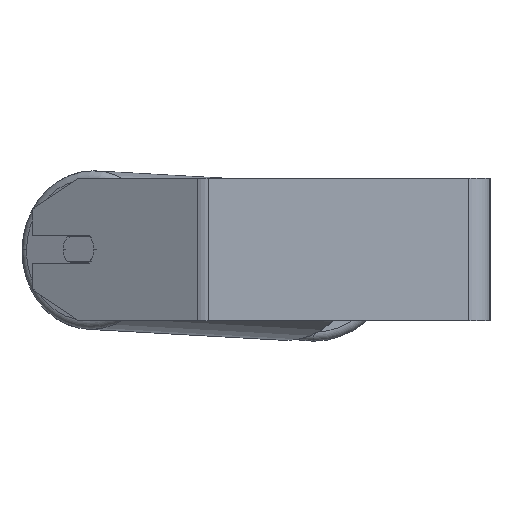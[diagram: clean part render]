
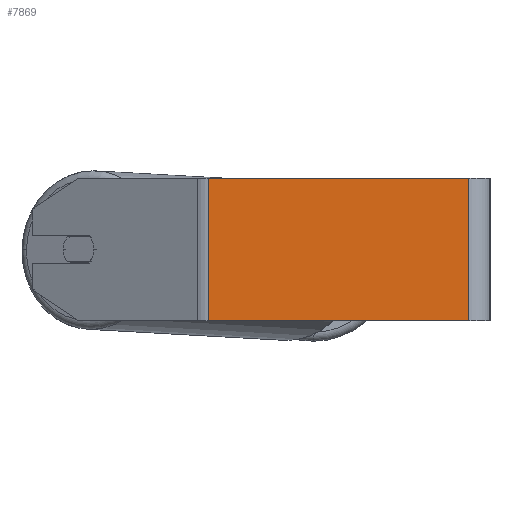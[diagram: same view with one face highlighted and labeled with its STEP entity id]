
A CAD part, left-side view. The second image highlights one B-rep face of the part: STEP entity #7869.
In plain terms, the highlighted planar face has unit normal (-1, 0, 0).
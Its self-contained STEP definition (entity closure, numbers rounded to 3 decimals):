
#87 = CARTESIAN_POINT ( 'NONE',  ( -400., 157.863, 40. ) ) ;
#1268 = CARTESIAN_POINT ( 'NONE',  ( -400., 161.078, 40. ) ) ;
#1368 = ORIENTED_EDGE ( 'NONE', *, *, #5995, .F. ) ;
#1678 = DIRECTION ( 'NONE',  ( 0., 0., -1. ) ) ;
#1820 = VERTEX_POINT ( 'NONE', #4107 ) ;
#1826 = EDGE_CURVE ( 'NONE', #4833, #1837, #6176, .T. ) ;
#1837 = VERTEX_POINT ( 'NONE', #7540 ) ;
#1848 = ORIENTED_EDGE ( 'NONE', *, *, #1826, .T. ) ;
#2133 = ORIENTED_EDGE ( 'NONE', *, *, #5635, .F. ) ;
#2422 = LINE ( 'NONE', #3192, #4359 ) ;
#2426 = LINE ( 'NONE', #6959, #7118 ) ;
#3184 = EDGE_CURVE ( 'NONE', #5704, #4833, #2422, .T. ) ;
#3192 = CARTESIAN_POINT ( 'NONE',  ( -400., 157.863, 40. ) ) ;
#3294 = VECTOR ( 'NONE', #8161, 1000. ) ;
#3320 = DIRECTION ( 'NONE',  ( 1., 0., 0. ) ) ;
#4107 = CARTESIAN_POINT ( 'NONE',  ( -400., 12., 40. ) ) ;
#4359 = VECTOR ( 'NONE', #7837, 1000. ) ;
#4750 = AXIS2_PLACEMENT_3D ( 'NONE', #1268, #3320, #1678 ) ;
#4833 = VERTEX_POINT ( 'NONE', #7969 ) ;
#5635 = EDGE_CURVE ( 'NONE', #5704, #1820, #7637, .T. ) ;
#5704 = VERTEX_POINT ( 'NONE', #87 ) ;
#5904 = VECTOR ( 'NONE', #6089, 1000. ) ;
#5995 = EDGE_CURVE ( 'NONE', #1820, #1837, #2426, .T. ) ;
#6036 = PLANE ( 'NONE',  #4750 ) ;
#6089 = DIRECTION ( 'NONE',  ( 0., -1., 0. ) ) ;
#6176 = LINE ( 'NONE', #7503, #5904 ) ;
#6639 = EDGE_LOOP ( 'NONE', ( #1848, #1368, #2133, #7016 ) ) ;
#6959 = CARTESIAN_POINT ( 'NONE',  ( -400., 12., 40. ) ) ;
#7016 = ORIENTED_EDGE ( 'NONE', *, *, #3184, .T. ) ;
#7118 = VECTOR ( 'NONE', #8333, 1000. ) ;
#7354 = FACE_OUTER_BOUND ( 'NONE', #6639, .T. ) ;
#7503 = CARTESIAN_POINT ( 'NONE',  ( -400., 161.078, -40. ) ) ;
#7507 = CARTESIAN_POINT ( 'NONE',  ( -400., 161.078, 40. ) ) ;
#7540 = CARTESIAN_POINT ( 'NONE',  ( -400., 12., -40. ) ) ;
#7637 = LINE ( 'NONE', #7507, #3294 ) ;
#7837 = DIRECTION ( 'NONE',  ( 0., 0., -1. ) ) ;
#7869 = ADVANCED_FACE ( 'NONE', ( #7354 ), #6036, .F. ) ;
#7969 = CARTESIAN_POINT ( 'NONE',  ( -400., 157.863, -40. ) ) ;
#8161 = DIRECTION ( 'NONE',  ( 0., -1., 0. ) ) ;
#8333 = DIRECTION ( 'NONE',  ( 0., 0., -1. ) ) ;
